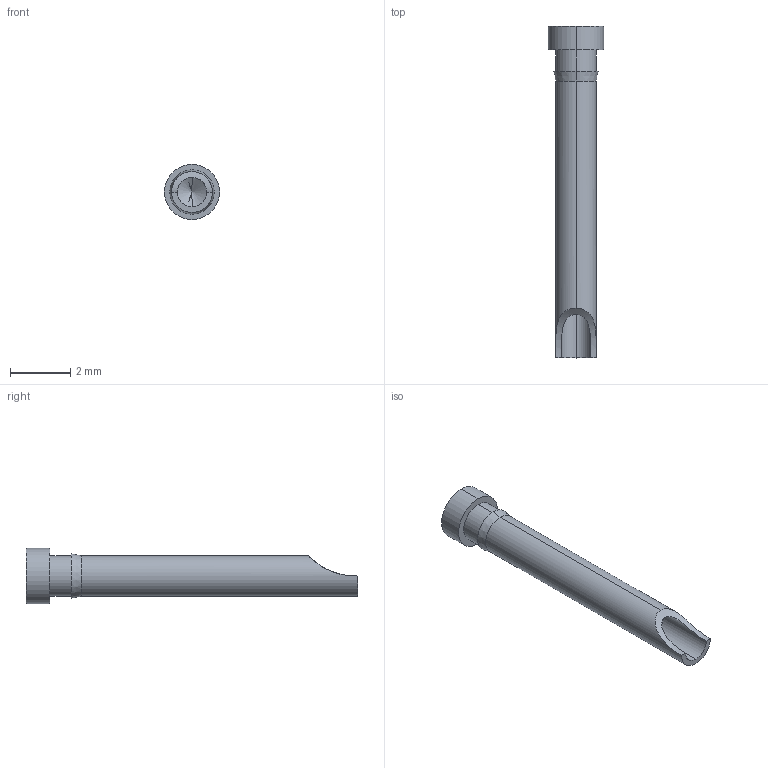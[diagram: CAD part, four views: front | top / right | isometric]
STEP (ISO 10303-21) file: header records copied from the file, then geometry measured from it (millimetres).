
FILE_DESCRIPTION (( 'STEP AP214' ), '1' );
FILE_NAME ('IF-PI-11.00-1.83_2020_07_09.STEP', '2020-07-09T07:38:04', ( '' ), ( '' ), 'SwSTEP 2.0', 'SolidWorks 2020', '' );
FILE_SCHEMA (( 'AUTOMOTIVE_DESIGN' ));
Length unit declared in the file: millimetre
Products named in the file (1): IF-PI-11.00-1.83_2020_07_09
Bounding box: 1.83 x 11 x 1.83 mm (x, y, z)
Volume: 14.8 mm3; surface area: 55.7 mm2
Topology: 1 solids, 1 shells, 17 faces, 38 edges, 23 vertices
Faces by surface type: cylinder 9, cone 4, plane 4
Entity records: 727 total; most frequent: CARTESIAN_POINT 127, DIRECTION 86, ORIENTED_EDGE 72, AXIS2_PLACEMENT_3D 36, EDGE_CURVE 36, VERTEX_POINT 23, UNCERTAINTY_MEASURE_WITH_UNIT 20, SURFACE_STYLE_USAGE 19
